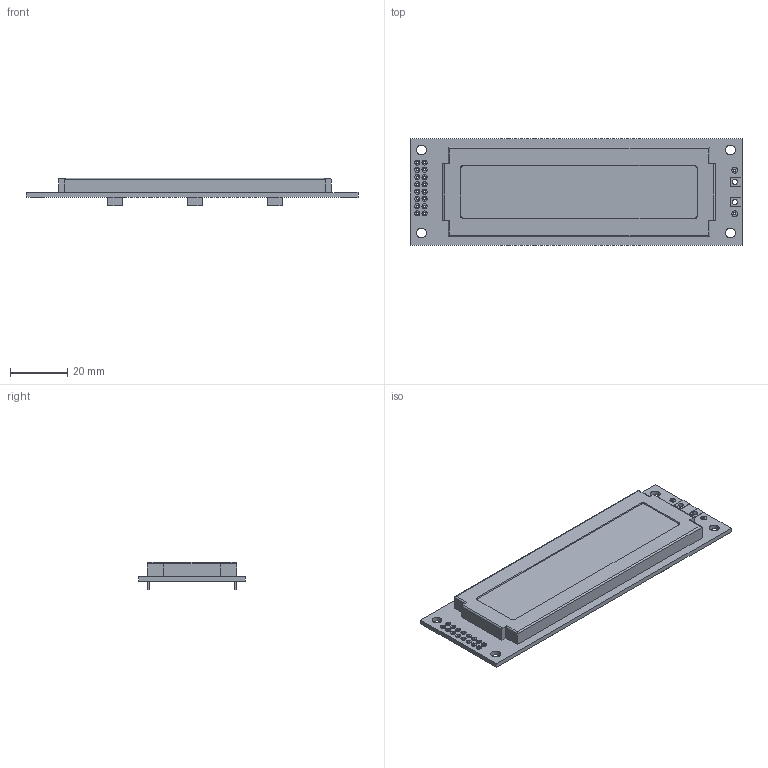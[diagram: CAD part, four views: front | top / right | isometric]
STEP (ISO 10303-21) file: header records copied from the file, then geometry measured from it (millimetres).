
FILE_DESCRIPTION (( 'STEP AP214' ), '1' );
FILE_NAME ('E2399800-C5F7-45AA-9C3B-BBF513190321.STEP', '2007-03-02T20:16:03', ( 'SysAdmin' ), ( 'SolidWorks' ), 'SwSTEP 2.0', 'SolidWorks 2007', '' );
FILE_SCHEMA (( 'AUTOMOTIVE_DESIGN' ));
Length unit declared in the file: inch
Products named in the file (1): E2399800-C5F7-45AA-9C3B-BBF513190321
Bounding box: 116.08 x 37.34 x 9.6 mm (x, y, z)
Volume: 21018.3 mm3; surface area: 10737.2 mm2
Topology: 1 solids, 1 shells, 238 faces, 572 edges, 380 vertices
Faces by surface type: cylinder 132, plane 106
Entity records: 9241 total; most frequent: DIRECTION 1286, CARTESIAN_POINT 1227, ORIENTED_EDGE 1144, EDGE_CURVE 572, AXIS2_PLACEMENT_3D 487, VERTEX_POINT 380, EDGE_LOOP 330, VECTOR 312
